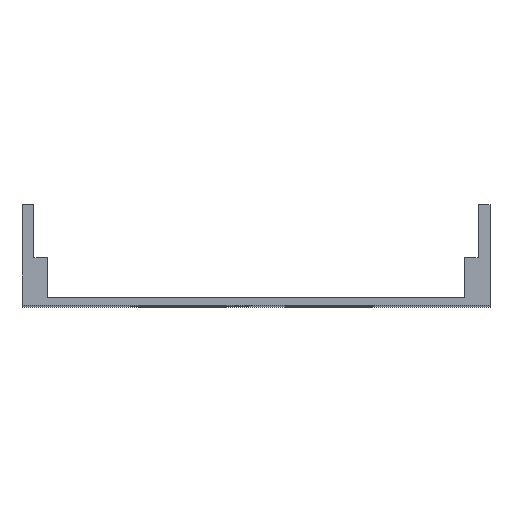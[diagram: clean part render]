
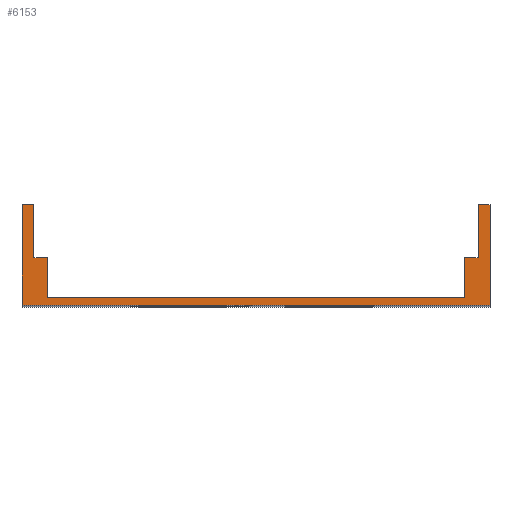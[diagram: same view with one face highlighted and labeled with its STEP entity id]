
A CAD part, top view. The second image highlights one B-rep face of the part: STEP entity #6153.
In plain terms, the highlighted planar face has unit normal (0, 0, 1).
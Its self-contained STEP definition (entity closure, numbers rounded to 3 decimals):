
#309=PLANE('',#6735);
#601=FACE_OUTER_BOUND('',#1035,.T.);
#1035=EDGE_LOOP('',(#5701,#5702,#5703,#5704,#5705,#5706,#5707,#5708,#5709,
#5710,#5711,#5712));
#1180=LINE('',#8864,#1780);
#1204=LINE('',#8898,#1804);
#1300=LINE('',#9318,#1900);
#1314=LINE('',#9349,#1914);
#1332=LINE('',#9387,#1932);
#1337=LINE('',#9396,#1937);
#1341=LINE('',#9404,#1941);
#1342=LINE('',#9406,#1942);
#1631=LINE('',#10215,#2231);
#1632=LINE('',#10218,#2232);
#1634=LINE('',#10222,#2234);
#1636=LINE('',#10225,#2236);
#1780=VECTOR('',#7096,10.);
#1804=VECTOR('',#7124,10.);
#1900=VECTOR('',#7456,10.);
#1914=VECTOR('',#7480,10.);
#1932=VECTOR('',#7514,10.);
#1937=VECTOR('',#7521,10.);
#1941=VECTOR('',#7529,10.);
#1942=VECTOR('',#7532,10.);
#2231=VECTOR('',#8459,10.);
#2232=VECTOR('',#8462,10.);
#2234=VECTOR('',#8466,10.);
#2236=VECTOR('',#8470,10.);
#2649=VERTEX_POINT('',#8861);
#2650=VERTEX_POINT('',#8863);
#2658=VERTEX_POINT('',#8896);
#2864=VERTEX_POINT('',#9316);
#2875=VERTEX_POINT('',#9346);
#2876=VERTEX_POINT('',#9348);
#2887=VERTEX_POINT('',#9384);
#2888=VERTEX_POINT('',#9386);
#2891=VERTEX_POINT('',#9394);
#2893=VERTEX_POINT('',#9402);
#3095=VERTEX_POINT('',#10217);
#3096=VERTEX_POINT('',#10221);
#3280=EDGE_CURVE('',#2650,#2649,#1180,.T.);
#3305=EDGE_CURVE('',#2649,#2658,#1204,.T.);
#3518=EDGE_CURVE('',#2658,#2864,#1300,.T.);
#3533=EDGE_CURVE('',#2876,#2875,#1314,.T.);
#3552=EDGE_CURVE('',#2888,#2887,#1332,.T.);
#3557=EDGE_CURVE('',#2887,#2891,#1337,.T.);
#3561=EDGE_CURVE('',#2891,#2893,#1341,.T.);
#3562=EDGE_CURVE('',#2893,#2650,#1342,.T.);
#3967=EDGE_CURVE('',#2875,#2888,#1631,.T.);
#3968=EDGE_CURVE('',#3095,#2876,#1632,.T.);
#3970=EDGE_CURVE('',#3096,#3095,#1634,.T.);
#3972=EDGE_CURVE('',#2864,#3096,#1636,.T.);
#5701=ORIENTED_EDGE('',*,*,#3305,.T.);
#5702=ORIENTED_EDGE('',*,*,#3518,.T.);
#5703=ORIENTED_EDGE('',*,*,#3972,.T.);
#5704=ORIENTED_EDGE('',*,*,#3970,.T.);
#5705=ORIENTED_EDGE('',*,*,#3968,.T.);
#5706=ORIENTED_EDGE('',*,*,#3533,.T.);
#5707=ORIENTED_EDGE('',*,*,#3967,.T.);
#5708=ORIENTED_EDGE('',*,*,#3552,.T.);
#5709=ORIENTED_EDGE('',*,*,#3557,.T.);
#5710=ORIENTED_EDGE('',*,*,#3561,.T.);
#5711=ORIENTED_EDGE('',*,*,#3562,.T.);
#5712=ORIENTED_EDGE('',*,*,#3280,.T.);
#6153=ADVANCED_FACE('',(#601),#309,.T.);
#6735=AXIS2_PLACEMENT_3D('',#10226,#8471,#8472);
#7096=DIRECTION('',(0.,-1.,0.));
#7124=DIRECTION('',(-1.,0.,0.));
#7456=DIRECTION('',(0.,1.,0.));
#7480=DIRECTION('',(0.,-1.,0.));
#7514=DIRECTION('',(0.,1.,0.));
#7521=DIRECTION('',(-1.,0.,0.));
#7529=DIRECTION('',(0.,-1.,0.));
#7532=DIRECTION('',(-1.,0.,0.));
#8459=DIRECTION('',(1.,0.,0.));
#8462=DIRECTION('',(-1.,0.,0.));
#8466=DIRECTION('',(0.,1.,0.));
#8470=DIRECTION('',(-1.,0.,0.));
#8471=DIRECTION('center_axis',(0.,0.,1.));
#8472=DIRECTION('ref_axis',(1.,0.,0.));
#8861=CARTESIAN_POINT('',(78.5,0.,476.8));
#8863=CARTESIAN_POINT('',(78.5,15.,476.8));
#8864=CARTESIAN_POINT('',(78.5,0.,476.8));
#8896=CARTESIAN_POINT('',(-78.5,0.,476.8));
#8898=CARTESIAN_POINT('',(0.,0.,476.8));
#9316=CARTESIAN_POINT('',(-78.5,15.,476.8));
#9318=CARTESIAN_POINT('',(-78.5,0.,476.8));
#9346=CARTESIAN_POINT('',(-88.,-2.8,476.8));
#9348=CARTESIAN_POINT('',(-88.,35.,476.8));
#9349=CARTESIAN_POINT('',(-88.,35.,476.8));
#9384=CARTESIAN_POINT('',(88.,35.,476.8));
#9386=CARTESIAN_POINT('',(88.,-2.8,476.8));
#9387=CARTESIAN_POINT('',(88.,35.,476.8));
#9394=CARTESIAN_POINT('',(83.5,35.,476.8));
#9396=CARTESIAN_POINT('',(83.5,35.,476.8));
#9402=CARTESIAN_POINT('',(83.5,15.,476.8));
#9404=CARTESIAN_POINT('',(83.5,15.,476.8));
#9406=CARTESIAN_POINT('',(78.5,15.,476.8));
#10215=CARTESIAN_POINT('',(-88.,-2.8,476.8));
#10217=CARTESIAN_POINT('',(-83.5,35.,476.8));
#10218=CARTESIAN_POINT('',(-83.5,35.,476.8));
#10221=CARTESIAN_POINT('',(-83.5,15.,476.8));
#10222=CARTESIAN_POINT('',(-83.5,15.,476.8));
#10225=CARTESIAN_POINT('',(-78.5,15.,476.8));
#10226=CARTESIAN_POINT('Origin',(0.,16.1,476.8));
